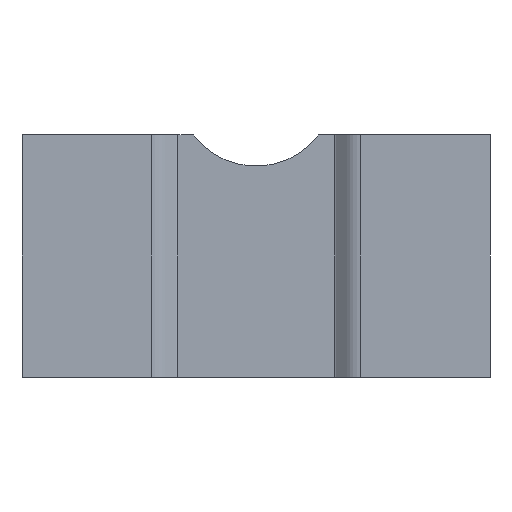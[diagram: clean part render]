
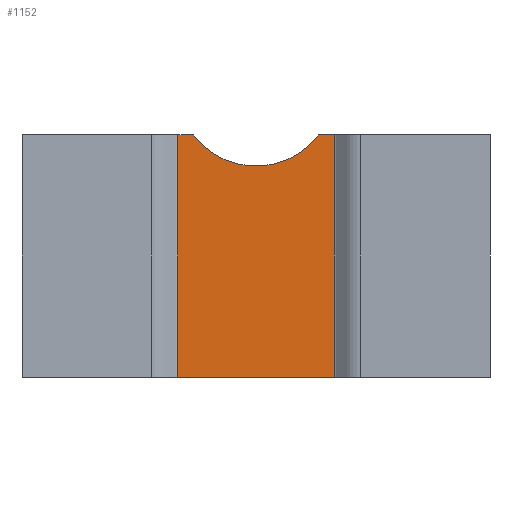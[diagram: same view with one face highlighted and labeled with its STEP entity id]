
A CAD part, front view. The second image highlights one B-rep face of the part: STEP entity #1152.
In plain terms, the highlighted face is planar.
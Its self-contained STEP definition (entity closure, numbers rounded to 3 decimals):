
#1035=CARTESIAN_POINT('',(2.5,-1.5,0.));
#1036=DIRECTION('',(0.,0.,-1.));
#1037=DIRECTION('',(-0.8,0.6,0.));
#1038=AXIS2_PLACEMENT_3D('',#1035,#1036,#1037);
#1048=DIRECTION('',(-1.,0.,0.));
#1049=VECTOR('',#1048,0.5);
#1050=CARTESIAN_POINT('',(0.5,0.,0.));
#1051=LINE('',#1050,#1049);
#1052=DIRECTION('',(0.,1.,0.));
#1053=VECTOR('',#1052,7.75);
#1054=CARTESIAN_POINT('',(0.,0.,0.));
#1055=LINE('',#1054,#1053);
#1060=DIRECTION('',(1.,0.,0.));
#1061=VECTOR('',#1060,5.);
#1062=CARTESIAN_POINT('',(0.,7.75,0.));
#1063=LINE('',#1062,#1061);
#1068=DIRECTION('',(0.,-1.,0.));
#1069=VECTOR('',#1068,7.75);
#1070=CARTESIAN_POINT('',(5.,7.75,0.));
#1071=LINE('',#1070,#1069);
#1080=DIRECTION('',(-1.,0.,0.));
#1081=VECTOR('',#1080,0.5);
#1082=CARTESIAN_POINT('',(5.,0.,0.));
#1083=LINE('',#1082,#1081);
#1109=CARTESIAN_POINT('',(0.5,0.,0.));
#1110=CARTESIAN_POINT('',(4.5,0.,0.));
#1111=VERTEX_POINT('',#1109);
#1112=VERTEX_POINT('',#1110);
#1113=CARTESIAN_POINT('',(5.,0.,0.));
#1114=VERTEX_POINT('',#1113);
#1115=CARTESIAN_POINT('',(5.,7.75,0.));
#1116=VERTEX_POINT('',#1115);
#1117=CARTESIAN_POINT('',(0.,7.75,0.));
#1118=VERTEX_POINT('',#1117);
#1119=CARTESIAN_POINT('',(0.,0.,0.));
#1120=VERTEX_POINT('',#1119);
#1133=CARTESIAN_POINT('',(0.,0.,0.));
#1134=DIRECTION('',(0.,0.,1.));
#1135=DIRECTION('',(1.,0.,0.));
#1136=AXIS2_PLACEMENT_3D('',#1133,#1134,#1135);
#1137=PLANE('',#1136);
#1139=ORIENTED_EDGE('',*,*,#1138,.T.);
#1141=ORIENTED_EDGE('',*,*,#1140,.F.);
#1143=ORIENTED_EDGE('',*,*,#1142,.F.);
#1145=ORIENTED_EDGE('',*,*,#1144,.F.);
#1147=ORIENTED_EDGE('',*,*,#1146,.F.);
#1149=ORIENTED_EDGE('',*,*,#1148,.F.);
#1150=EDGE_LOOP('',(#1139,#1141,#1143,#1145,#1147,#1149));
#1151=FACE_OUTER_BOUND('',#1150,.F.);
#1152=ADVANCED_FACE('',(#1151),#1137,.F.);
#1039=CIRCLE('',#1038,2.5);
#1138=EDGE_CURVE('',#1111,#1112,#1039,.T.);
#1140=EDGE_CURVE('',#1114,#1112,#1083,.T.);
#1142=EDGE_CURVE('',#1116,#1114,#1071,.T.);
#1144=EDGE_CURVE('',#1118,#1116,#1063,.T.);
#1146=EDGE_CURVE('',#1120,#1118,#1055,.T.);
#1148=EDGE_CURVE('',#1111,#1120,#1051,.T.);
